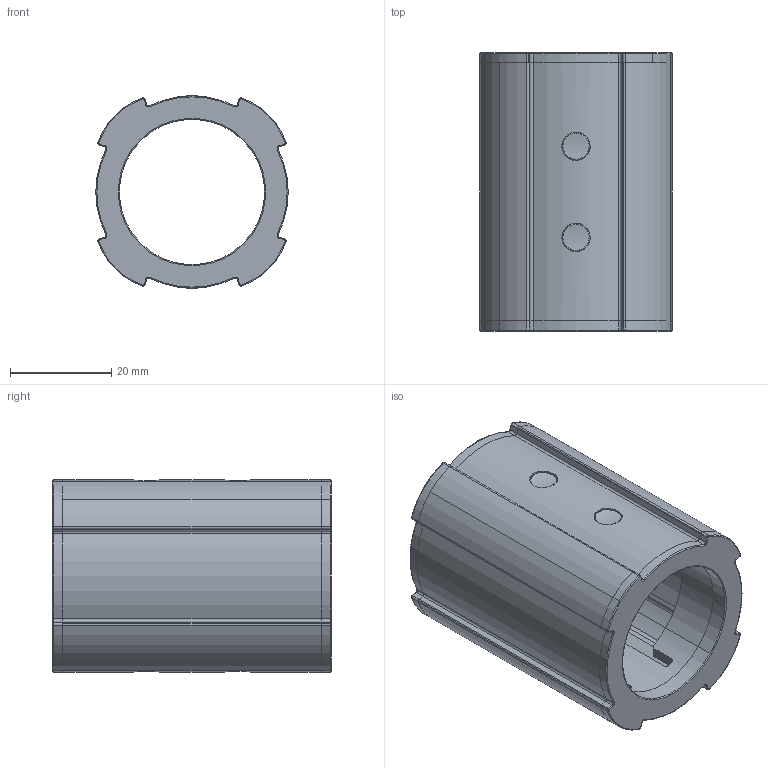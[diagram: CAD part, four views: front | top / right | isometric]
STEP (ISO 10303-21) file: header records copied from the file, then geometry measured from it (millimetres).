
FILE_DESCRIPTION (( 'STEP AP214' ), '1' );
FILE_NAME ('B381 Àäàïòåð Ô43õ55ìì, ñêîëüçÿùèé è êðóòÿùèéñÿ ïî òðóáå Ô28.STEP', '2025-06-10T12:44:39', ( '' ), ( '' ), 'SwSTEP 2.0', 'SolidWorks 2025', '' );
FILE_SCHEMA (( 'AUTOMOTIVE_DESIGN' ));
Length unit declared in the file: millimetre
Products named in the file (3): Корпус_00; B381 Адаптер Ф43х55мм, скользящий и крутящийся по трубе Ф28; Крышка_00
Assembly tree (3 placements, depth 2):
  B381 Адаптер Ф43х55мм, скользящий и крутящийся по трубе Ф28
    Корпус_00
    Крышка_00  x2
Bounding box: 38 x 55 x 38 mm (x, y, z)
Volume: 21341.4 mm3; surface area: 22698.2 mm2
Topology: 3 solids, 3 shells, 386 faces, 1056 edges, 682 vertices
Faces by surface type: cylinder 208, plane 96, torus 66, bspline 16
Entity records: 8911 total; most frequent: CARTESIAN_POINT 2845, DIRECTION 1307, ORIENTED_EDGE 1266, EDGE_CURVE 633, AXIS2_PLACEMENT_3D 517, VERTEX_POINT 411, CIRCLE 290, LINE 273
